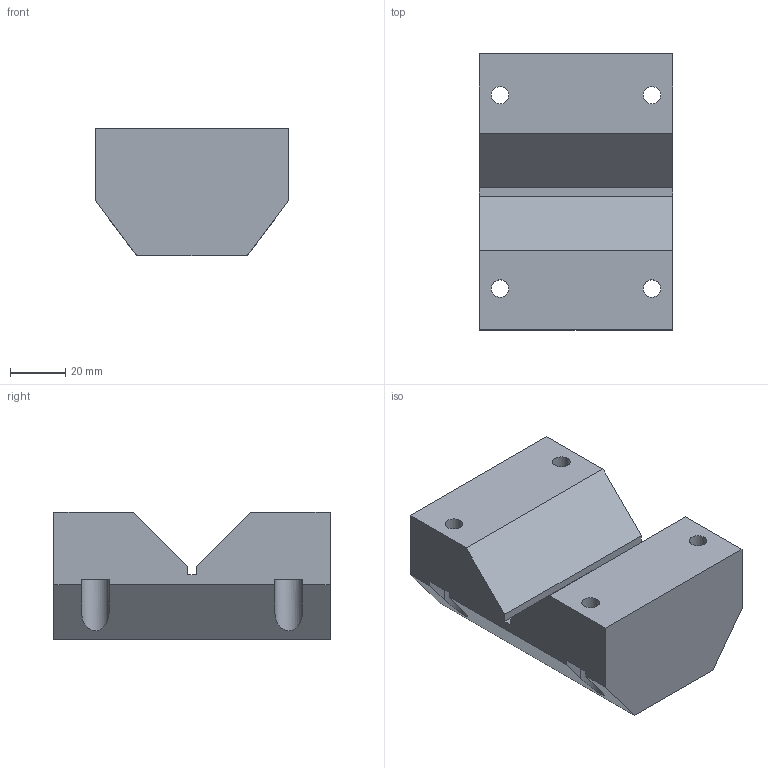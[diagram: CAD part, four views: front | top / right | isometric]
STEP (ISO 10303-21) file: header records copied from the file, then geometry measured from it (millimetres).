
FILE_DESCRIPTION(/* description */ (''),/* implementation_level */ '2;1');
FILE_NAME(/* name */ 'spearder_mount_lower.step',/* time_stamp */ '2025-10-26T22:06:43+08:00',/* author */ (''),/* organization */ (''),/* preprocessor_version */ 'ST-DEVELOPER v20.1',/* originating_system */ 'Autodesk Translation Framework v14.17.0.0',/* authorisation */ '');
FILE_SCHEMA (('AUTOMOTIVE_DESIGN { 1 0 10303 214 3 1 1 }'));
Length unit declared in the file: millimetre
Products named in the file (1): FusionComponent
Bounding box: 70 x 100 x 46.21 mm (x, y, z)
Volume: 251358.3 mm3; surface area: 32006.2 mm2
Topology: 1 solids, 1 shells, 48 faces, 117 edges, 78 vertices
Faces by surface type: plane 33, cylinder 15
Full cylindrical faces by diameter (mm): 6 x3, 6.3 x4, 8.3 x4
Entity records: 1460 total; most frequent: DIRECTION 245, CARTESIAN_POINT 244, ORIENTED_EDGE 234, EDGE_CURVE 117, LINE 87, VECTOR 87, AXIS2_PLACEMENT_3D 79, VERTEX_POINT 78
